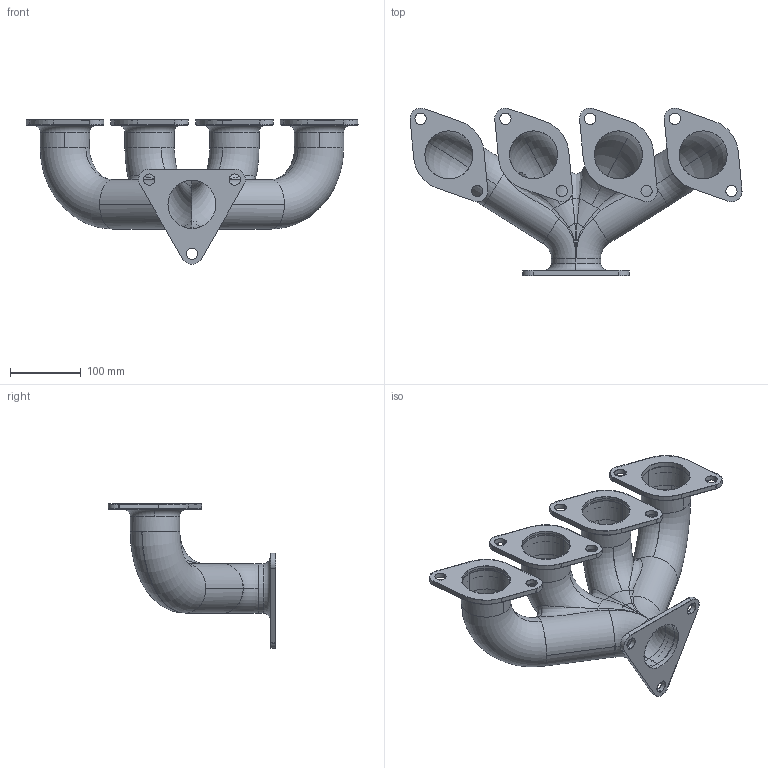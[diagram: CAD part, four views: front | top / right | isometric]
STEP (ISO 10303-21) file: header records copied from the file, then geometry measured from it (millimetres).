
FILE_DESCRIPTION (( 'STEP AP214' ), '1' );
FILE_NAME ('Exhaust manifold.step', '2023-06-14T23:57:53', ( '' ), ( '' ), 'SwSTEP 2.0', 'SolidWorks 2022', '' );
FILE_SCHEMA (( 'AUTOMOTIVE_DESIGN' ));
Length unit declared in the file: millimetre
Products named in the file (1): Exhaust manifold
Bounding box: 470.04 x 237.22 x 205 mm (x, y, z)
Volume: 304313.8 mm3; surface area: 528158.1 mm2
Topology: 1 solids, 1 shells, 356 faces, 897 edges, 551 vertices
Faces by surface type: cylinder 156, plane 79, torus 48, cone 46, bspline 27
Entity records: 12893 total; most frequent: CARTESIAN_POINT 4149, DIRECTION 1940, ORIENTED_EDGE 1782, EDGE_CURVE 891, AXIS2_PLACEMENT_3D 800, VERTEX_POINT 551, CIRCLE 470, EDGE_LOOP 422
